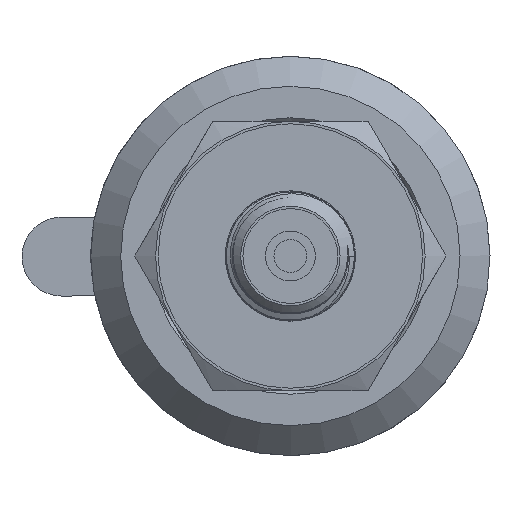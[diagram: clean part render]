
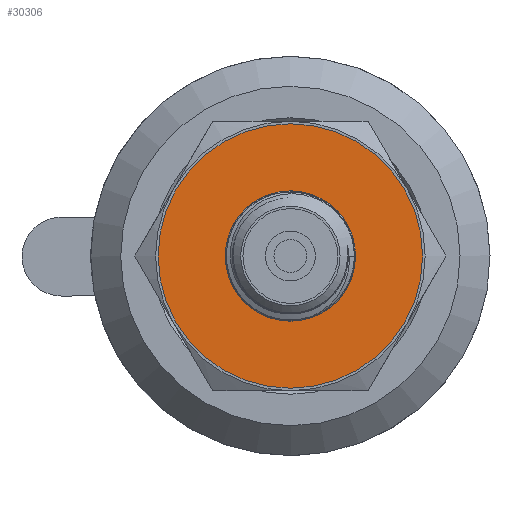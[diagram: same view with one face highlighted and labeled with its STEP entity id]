
A CAD part, left-side view. The second image highlights one B-rep face of the part: STEP entity #30306.
In plain terms, the highlighted planar face has unit normal (-1, 0, 0).
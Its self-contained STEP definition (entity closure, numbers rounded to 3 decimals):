
#533=PLANE('',#31842);
#1541=FACE_BOUND('',#3826,.T.);
#2118=FACE_OUTER_BOUND('',#3825,.T.);
#3825=EDGE_LOOP('',(#22340));
#3826=EDGE_LOOP('',(#22341));
#5315=CIRCLE('',#31814,13.25);
#5317=CIRCLE('',#31818,6.5);
#13387=VERTEX_POINT('',#50835);
#13390=VERTEX_POINT('',#51232);
#16743=EDGE_CURVE('',#13387,#13387,#5315,.T.);
#16749=EDGE_CURVE('',#13390,#13390,#5317,.T.);
#22340=ORIENTED_EDGE('',*,*,#16743,.T.);
#22341=ORIENTED_EDGE('',*,*,#16749,.T.);
#30306=ADVANCED_FACE('',(#2118,#1541),#533,.T.);
#31814=AXIS2_PLACEMENT_3D('',#50836,#34294,#34295);
#31818=AXIS2_PLACEMENT_3D('',#51233,#34303,#34304);
#31842=AXIS2_PLACEMENT_3D('',#52900,#34357,#34358);
#34294=DIRECTION('center_axis',(-1.,0.,0.));
#34295=DIRECTION('ref_axis',(0.,1.,0.));
#34303=DIRECTION('center_axis',(1.,0.,0.));
#34304=DIRECTION('ref_axis',(0.,0.,-1.));
#34357=DIRECTION('center_axis',(-1.,0.,0.));
#34358=DIRECTION('ref_axis',(0.,0.,1.));
#50835=CARTESIAN_POINT('',(-47.,-13.25,0.));
#50836=CARTESIAN_POINT('Origin',(-47.,0.,0.));
#51232=CARTESIAN_POINT('',(-47.,0.,6.5));
#51233=CARTESIAN_POINT('Origin',(-47.,0.,0.));
#52900=CARTESIAN_POINT('Origin',(-47.,13.5,0.));
